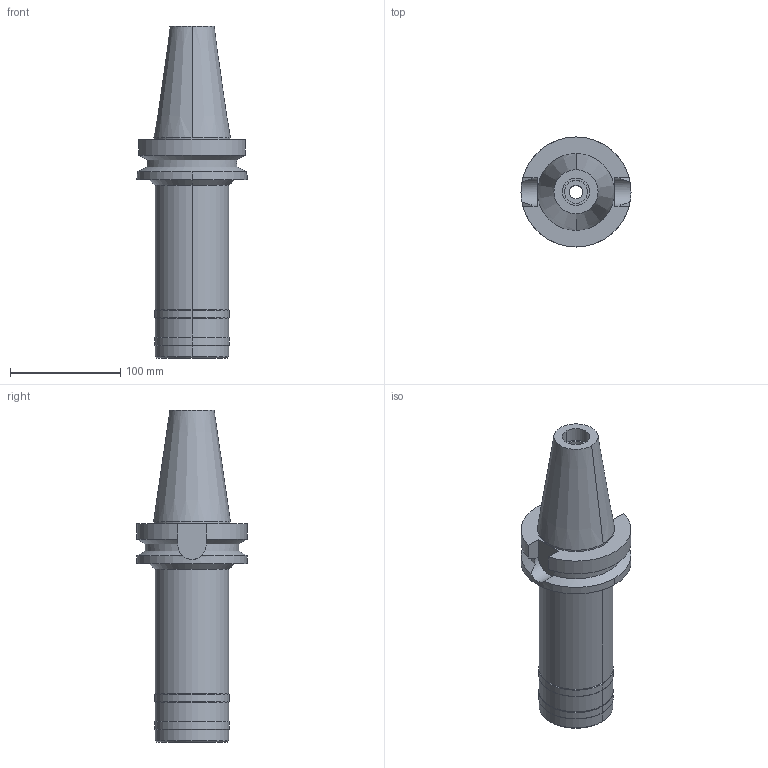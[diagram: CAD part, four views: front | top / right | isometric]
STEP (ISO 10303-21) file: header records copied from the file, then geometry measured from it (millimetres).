
FILE_DESCRIPTION((''),'2;1');
FILE_NAME('BBT50-TSL40-200','2018-08-28T',('ykawabe'),(''),'CREO PARAMETRIC BY PTC INC, 2016380','CREO PARAMETRIC BY PTC INC, 2016380','');
FILE_SCHEMA(('AUTOMOTIVE_DESIGN { 1 0 10303 214 1 1 1 1 }'));
Length unit declared in the file: millimetre
Products named in the file (1): BBT50-TSL40-200
Bounding box: 100 x 100 x 301.8 mm (x, y, z)
Volume: 922236.6 mm3; surface area: 100829.3 mm2
Topology: 1 solids, 1 shells, 64 faces, 155 edges, 99 vertices
Faces by surface type: cylinder 32, cone 18, plane 14
Entity records: 2687 total; most frequent: CARTESIAN_POINT 393, DIRECTION 356, ORIENTED_EDGE 310, PRESENTATION_STYLE_ASSIGNMENT 160, STYLED_ITEM 160, CURVE_STYLE 159, EDGE_CURVE 155, AXIS2_PLACEMENT_3D 147
